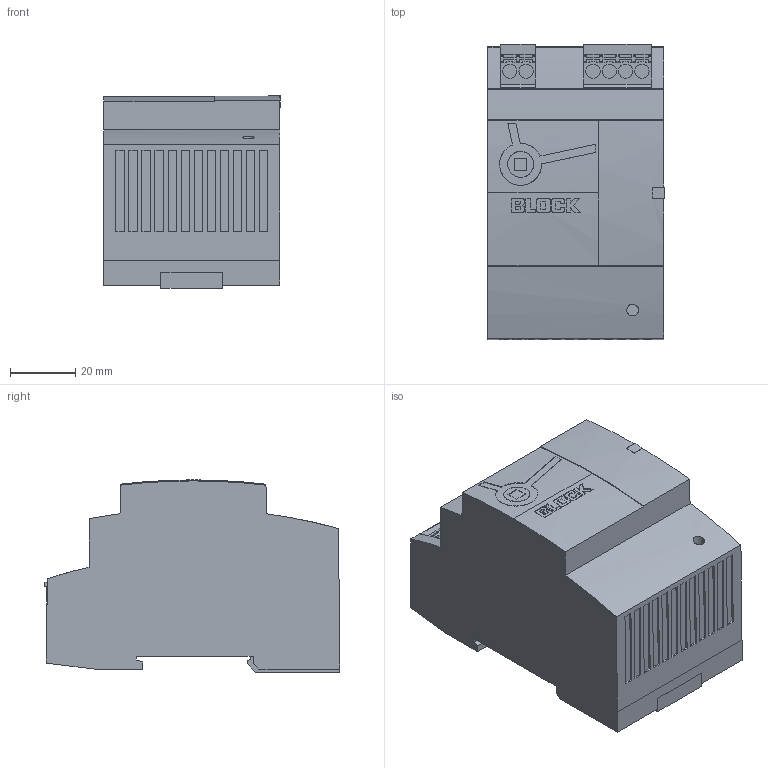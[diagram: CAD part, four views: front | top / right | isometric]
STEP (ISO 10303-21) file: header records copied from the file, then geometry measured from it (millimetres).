
FILE_DESCRIPTION (( 'STEP AP214' ), '1' );
FILE_NAME ('873126.STEP', '2024-04-29T07:41:02', ( '' ), ( '' ), 'SwSTEP 2.0', 'SolidWorks 2022', '' );
FILE_SCHEMA (( 'AUTOMOTIVE_DESIGN' ));
Length unit declared in the file: millimetre
Products named in the file (1): 873126
Bounding box: 54.1 x 90.68 x 59.1 mm (x, y, z)
Volume: 228891.8 mm3; surface area: 26075.1 mm2
Topology: 1 solids, 3 shells, 485 faces, 1255 edges, 818 vertices
Faces by surface type: plane 409, cylinder 76
Entity records: 15016 total; most frequent: CARTESIAN_POINT 3148, ORIENTED_EDGE 2510, DIRECTION 2309, EDGE_CURVE 1255, LINE 1045, VECTOR 1045, VERTEX_POINT 818, AXIS2_PLACEMENT_3D 632
